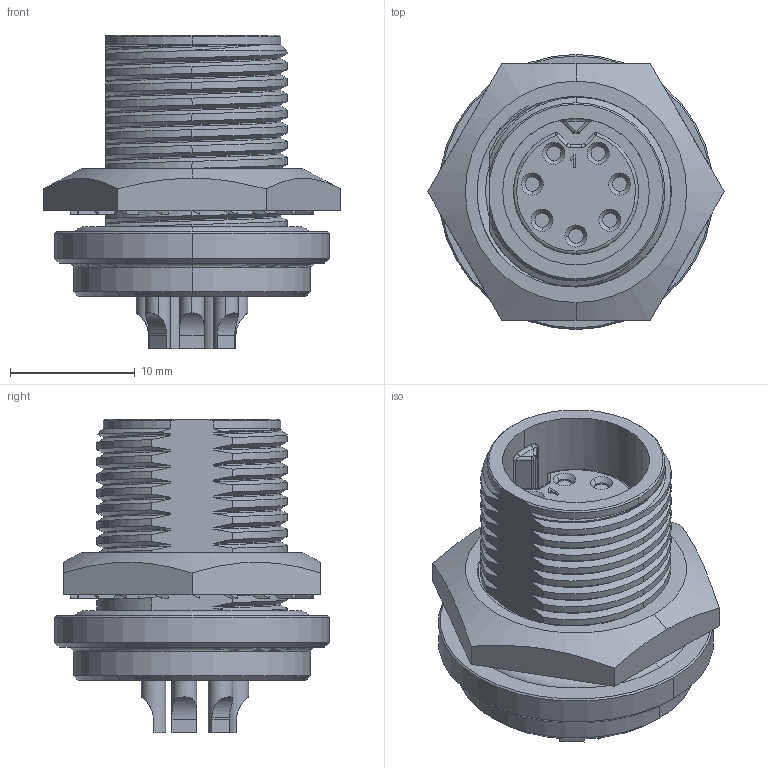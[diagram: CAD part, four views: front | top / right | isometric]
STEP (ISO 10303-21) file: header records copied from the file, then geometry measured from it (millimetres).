
FILE_DESCRIPTION (( 'STEP AP203' ), '1' );
FILE_NAME ('SF7282-7SG-3ES.STEP', '2018-08-10T20:00:10', ( '' ), ( '' ), 'SwSTEP 2.0', 'SolidWorks 2017', '' );
FILE_SCHEMA (( 'CONFIG_CONTROL_DESIGN' ));
Length unit declared in the file: inch
Products named in the file (1): SF7282-7SG-3ES
Bounding box: 23.82 x 22.1 x 25.2 mm (x, y, z)
Volume: 4390.7 mm3; surface area: 3610.7 mm2
Topology: 2 solids, 2 shells, 395 faces, 967 edges, 614 vertices
Faces by surface type: plane 193, cylinder 109, bspline 43, cone 37, torus 9, sphere 4
Entity records: 27039 total; most frequent: CARTESIAN_POINT 18248, ORIENTED_EDGE 1928, DIRECTION 1624, EDGE_CURVE 964, VERTEX_POINT 614, VECTOR 568, LINE 568, AXIS2_PLACEMENT_3D 528
